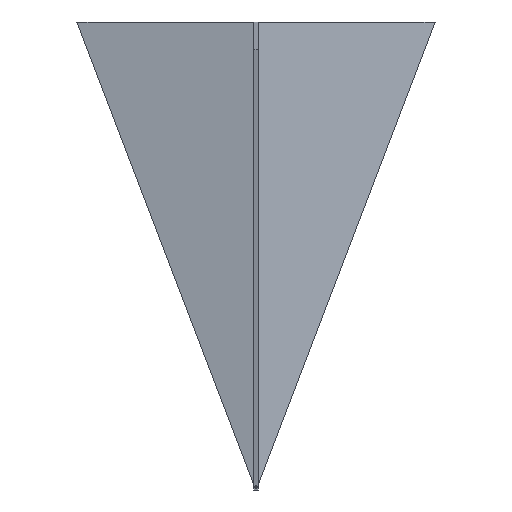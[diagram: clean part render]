
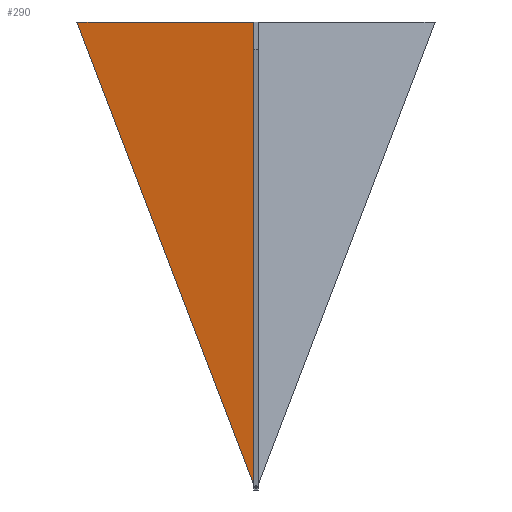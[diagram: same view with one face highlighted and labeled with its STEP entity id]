
A CAD part, front view. The second image highlights one B-rep face of the part: STEP entity #290.
In plain terms, the highlighted planar face has unit normal (-0.174, -0.985, 0).
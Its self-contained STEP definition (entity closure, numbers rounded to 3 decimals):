
#18 = ORIENTED_EDGE ( 'NONE', *, *, #473, .F. ) ;
#25 = VECTOR ( 'NONE', #263, 1000. ) ;
#36 = LINE ( 'NONE', #315, #336 ) ;
#50 = LINE ( 'NONE', #232, #364 ) ;
#56 = FACE_OUTER_BOUND ( 'NONE', #513, .T. ) ;
#63 = CARTESIAN_POINT ( 'NONE',  ( -1., -0.331, 0. ) ) ;
#74 = VERTEX_POINT ( 'NONE', #208 ) ;
#78 = CARTESIAN_POINT ( 'NONE',  ( -0.087, -0.492, 206.032 ) ) ;
#92 = VERTEX_POINT ( 'NONE', #474 ) ;
#105 = EDGE_CURVE ( 'NONE', #176, #92, #157, .T. ) ;
#123 = ORIENTED_EDGE ( 'NONE', *, *, #105, .F. ) ;
#129 = EDGE_CURVE ( 'NONE', #287, #74, #36, .T. ) ;
#143 = ORIENTED_EDGE ( 'NONE', *, *, #129, .F. ) ;
#157 = LINE ( 'NONE', #534, #25 ) ;
#176 = VERTEX_POINT ( 'NONE', #78 ) ;
#186 = ORIENTED_EDGE ( 'NONE', *, *, #398, .F. ) ;
#201 = LINE ( 'NONE', #377, #257 ) ;
#208 = CARTESIAN_POINT ( 'NONE',  ( -0.087, -0.492, 206.155 ) ) ;
#229 = PLANE ( 'NONE',  #527 ) ;
#232 = CARTESIAN_POINT ( 'NONE',  ( -0.087, -0.492, 0. ) ) ;
#236 = CARTESIAN_POINT ( 'NONE',  ( -78.871, 13.399, 206.155 ) ) ;
#257 = VECTOR ( 'NONE', #550, 1000. ) ;
#263 = DIRECTION ( 'NONE',  ( -0.984, 0.173, 0.043 ) ) ;
#264 = ORIENTED_EDGE ( 'NONE', *, *, #570, .F. ) ;
#287 = VERTEX_POINT ( 'NONE', #236 ) ;
#290 = ADVANCED_FACE ( 'NONE', ( #56 ), #229, .T. ) ;
#315 = CARTESIAN_POINT ( 'NONE',  ( -0.087, -0.492, 206.155 ) ) ;
#318 = VECTOR ( 'NONE', #569, 1000. ) ;
#336 = VECTOR ( 'NONE', #490, 1000. ) ;
#348 = LINE ( 'NONE', #63, #318 ) ;
#364 = VECTOR ( 'NONE', #414, 1000. ) ;
#370 = DIRECTION ( 'NONE',  ( 0.985, -0.174, 0. ) ) ;
#377 = CARTESIAN_POINT ( 'NONE',  ( -78.871, 13.399, 206.155 ) ) ;
#398 = EDGE_CURVE ( 'NONE', #74, #176, #50, .T. ) ;
#410 = DIRECTION ( 'NONE',  ( -0.174, -0.985, 0. ) ) ;
#414 = DIRECTION ( 'NONE',  ( 0., 0., -1. ) ) ;
#419 = CARTESIAN_POINT ( 'NONE',  ( -0.087, -0.492, 0. ) ) ;
#473 = EDGE_CURVE ( 'NONE', #92, #487, #348, .T. ) ;
#474 = CARTESIAN_POINT ( 'NONE',  ( -1., -0.331, 206.072 ) ) ;
#487 = VERTEX_POINT ( 'NONE', #518 ) ;
#490 = DIRECTION ( 'NONE',  ( 0.985, -0.174, 0. ) ) ;
#513 = EDGE_LOOP ( 'NONE', ( #123, #186, #143, #264, #18 ) ) ;
#518 = CARTESIAN_POINT ( 'NONE',  ( -1., -0.331, 2.39 ) ) ;
#527 = AXIS2_PLACEMENT_3D ( 'NONE', #419, #410, #370 ) ;
#534 = CARTESIAN_POINT ( 'NONE',  ( 8.705, -2.043, 205.645 ) ) ;
#550 = DIRECTION ( 'NONE',  ( -0.356, 0.063, 0.932 ) ) ;
#569 = DIRECTION ( 'NONE',  ( 0., 0., -1. ) ) ;
#570 = EDGE_CURVE ( 'NONE', #487, #287, #201, .T. ) ;
